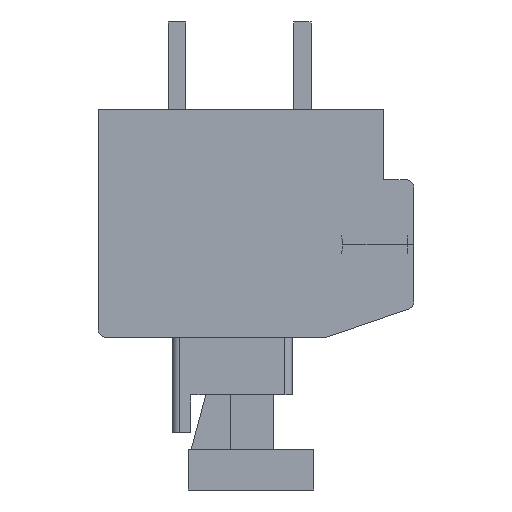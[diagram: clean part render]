
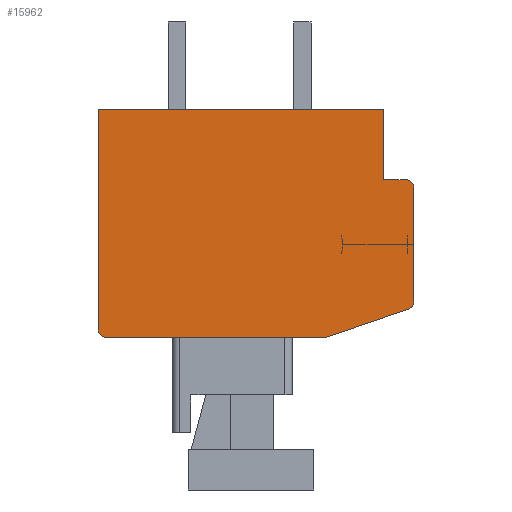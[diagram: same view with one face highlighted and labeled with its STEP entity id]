
A CAD part, front view. The second image highlights one B-rep face of the part: STEP entity #15962.
In plain terms, the highlighted planar face has unit normal (0, -1, 0).
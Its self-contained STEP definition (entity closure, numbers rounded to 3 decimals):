
#1=CARTESIAN_POINT('',(6.,-114.64,-3.136));
#2=DIRECTION('',(0.,-1.,0.));
#3=DIRECTION('',(0.324,0.,-0.946));
#4=AXIS2_PLACEMENT_3D('',#1,#2,#3);
#6=DIRECTION('',(-0.946,0.,-0.324));
#7=VECTOR('',#6,3.486);
#8=CARTESIAN_POINT('',(6.097,-114.64,-3.419));
#9=LINE('',#8,#7);
#10=DIRECTION('',(-1.,0.,0.));
#11=VECTOR('',#10,8.8);
#12=CARTESIAN_POINT('',(2.8,-114.64,-4.55));
#13=LINE('',#12,#11);
#14=CARTESIAN_POINT('',(-6.,-114.64,-4.25));
#15=DIRECTION('',(0.,-1.,0.));
#16=DIRECTION('',(-1.,0.,0.));
#17=AXIS2_PLACEMENT_3D('',#14,#15,#16);
#19=DIRECTION('',(0.,0.,1.));
#20=VECTOR('',#19,8.8);
#21=CARTESIAN_POINT('',(-6.3,-114.64,-4.25));
#22=LINE('',#21,#20);
#23=DIRECTION('',(1.,0.,0.));
#24=VECTOR('',#23,11.4);
#25=CARTESIAN_POINT('',(-6.3,-114.64,4.55));
#26=LINE('',#25,#24);
#27=DIRECTION('',(0.,0.,-1.));
#28=VECTOR('',#27,2.8);
#29=CARTESIAN_POINT('',(5.1,-114.64,4.55));
#30=LINE('',#29,#28);
#31=DIRECTION('',(1.,0.,0.));
#32=VECTOR('',#31,0.9);
#33=CARTESIAN_POINT('',(5.1,-114.64,1.75));
#34=LINE('',#33,#32);
#35=CARTESIAN_POINT('',(6.,-114.64,1.45));
#36=DIRECTION('',(0.,-1.,0.));
#37=DIRECTION('',(1.,0.,0.));
#38=AXIS2_PLACEMENT_3D('',#35,#36,#37);
#40=DIRECTION('',(0.,0.,-1.));
#41=VECTOR('',#40,4.586);
#42=CARTESIAN_POINT('',(6.3,-114.64,1.45));
#43=LINE('',#42,#41);
#12183=CARTESIAN_POINT('',(-6.3,-114.64,4.55));
#12184=CARTESIAN_POINT('',(5.1,-114.64,4.55));
#12185=VERTEX_POINT('',#12183);
#12186=VERTEX_POINT('',#12184);
#12187=CARTESIAN_POINT('',(5.1,-114.64,1.75));
#12188=VERTEX_POINT('',#12187);
#12189=CARTESIAN_POINT('',(6.097,-114.64,-3.419));
#12190=CARTESIAN_POINT('',(6.3,-114.64,-3.136));
#12191=VERTEX_POINT('',#12189);
#12192=VERTEX_POINT('',#12190);
#12193=CARTESIAN_POINT('',(6.3,-114.64,1.45));
#12194=CARTESIAN_POINT('',(6.,-114.64,1.75));
#12195=VERTEX_POINT('',#12193);
#12196=VERTEX_POINT('',#12194);
#12197=CARTESIAN_POINT('',(-6.3,-114.64,-4.25));
#12198=CARTESIAN_POINT('',(-6.,-114.64,-4.55));
#12199=VERTEX_POINT('',#12197);
#12200=VERTEX_POINT('',#12198);
#12201=CARTESIAN_POINT('',(2.8,-114.64,-4.55));
#12202=VERTEX_POINT('',#12201);
#15935=CARTESIAN_POINT('',(0.,-114.64,0.));
#15936=DIRECTION('',(0.,1.,0.));
#15937=DIRECTION('',(1.,0.,0.));
#15938=AXIS2_PLACEMENT_3D('',#15935,#15936,#15937);
#15939=PLANE('',#15938);
#15941=ORIENTED_EDGE('',*,*,#15940,.F.);
#15943=ORIENTED_EDGE('',*,*,#15942,.T.);
#15945=ORIENTED_EDGE('',*,*,#15944,.T.);
#15947=ORIENTED_EDGE('',*,*,#15946,.F.);
#15949=ORIENTED_EDGE('',*,*,#15948,.T.);
#15951=ORIENTED_EDGE('',*,*,#15950,.T.);
#15953=ORIENTED_EDGE('',*,*,#15952,.T.);
#15955=ORIENTED_EDGE('',*,*,#15954,.T.);
#15957=ORIENTED_EDGE('',*,*,#15956,.F.);
#15959=ORIENTED_EDGE('',*,*,#15958,.T.);
#15960=EDGE_LOOP('',(#15941,#15943,#15945,#15947,#15949,#15951,#15953,#15955,
#15957,#15959));
#15961=FACE_OUTER_BOUND('',#15960,.F.);
#15962=ADVANCED_FACE('',(#15961),#15939,.F.);
#5=CIRCLE('',#4,0.3);
#18=CIRCLE('',#17,0.3);
#39=CIRCLE('',#38,0.3);
#15940=EDGE_CURVE('',#12191,#12192,#5,.T.);
#15942=EDGE_CURVE('',#12191,#12202,#9,.T.);
#15944=EDGE_CURVE('',#12202,#12200,#13,.T.);
#15946=EDGE_CURVE('',#12199,#12200,#18,.T.);
#15948=EDGE_CURVE('',#12199,#12185,#22,.T.);
#15950=EDGE_CURVE('',#12185,#12186,#26,.T.);
#15952=EDGE_CURVE('',#12186,#12188,#30,.T.);
#15954=EDGE_CURVE('',#12188,#12196,#34,.T.);
#15956=EDGE_CURVE('',#12195,#12196,#39,.T.);
#15958=EDGE_CURVE('',#12195,#12192,#43,.T.);
